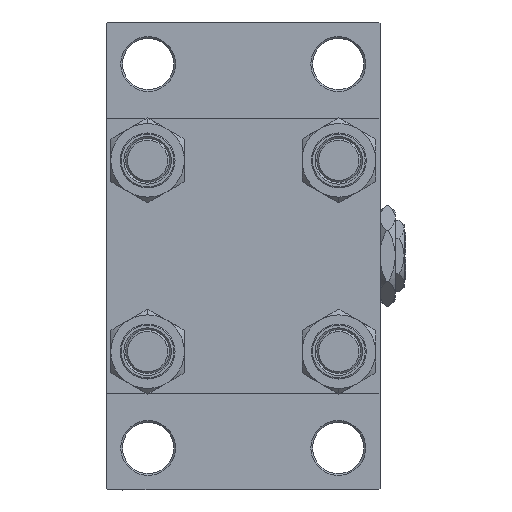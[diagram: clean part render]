
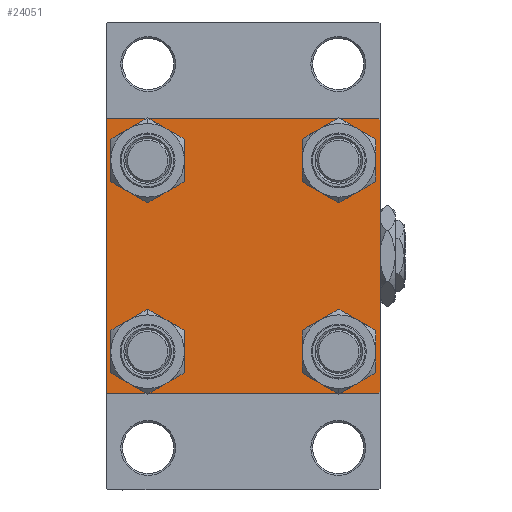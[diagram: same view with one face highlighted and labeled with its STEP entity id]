
A CAD part, left-side view. The second image highlights one B-rep face of the part: STEP entity #24051.
In plain terms, the highlighted planar face has unit normal (-1, 0, 0).
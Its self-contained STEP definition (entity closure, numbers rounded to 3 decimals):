
#69 = VECTOR ( 'NONE', #43928, 1000. ) ;
#125 = CIRCLE ( 'NONE', #884, 6.5 ) ;
#322 = VERTEX_POINT ( 'NONE', #37348 ) ;
#337 = LINE ( 'NONE', #27142, #22050 ) ;
#884 = AXIS2_PLACEMENT_3D ( 'NONE', #27431, #35781, #42427 ) ;
#1366 = EDGE_LOOP ( 'NONE', ( #46014, #26051 ) ) ;
#1642 = DIRECTION ( 'NONE',  ( 0., 0., -1. ) ) ;
#1674 = AXIS2_PLACEMENT_3D ( 'NONE', #7070, #4346, #18631 ) ;
#1738 = ORIENTED_EDGE ( 'NONE', *, *, #4559, .T. ) ;
#1890 = VERTEX_POINT ( 'NONE', #6758 ) ;
#3706 = ORIENTED_EDGE ( 'NONE', *, *, #31294, .T. ) ;
#3835 = DIRECTION ( 'NONE',  ( 0., 0., 1. ) ) ;
#4071 = DIRECTION ( 'NONE',  ( -1., 0., 0. ) ) ;
#4072 = VECTOR ( 'NONE', #20640, 1000. ) ;
#4346 = DIRECTION ( 'NONE',  ( 1., 0., 0. ) ) ;
#4559 = EDGE_CURVE ( 'NONE', #43957, #26632, #39574, .T. ) ;
#4996 = EDGE_CURVE ( 'NONE', #14298, #322, #25923, .T. ) ;
#5645 = CARTESIAN_POINT ( 'NONE',  ( 0., 37.5, 37.5 ) ) ;
#5749 = DIRECTION ( 'NONE',  ( 0., 0., -1. ) ) ;
#6758 = CARTESIAN_POINT ( 'NONE',  ( 0., 26.15, 32.65 ) ) ;
#7014 = DIRECTION ( 'NONE',  ( 1., 0., 0. ) ) ;
#7070 = CARTESIAN_POINT ( 'NONE',  ( 0., -26.15, -26.15 ) ) ;
#7301 = VECTOR ( 'NONE', #14230, 1000. ) ;
#8633 = DIRECTION ( 'NONE',  ( 1., 0., 0. ) ) ;
#9146 = FACE_BOUND ( 'NONE', #35834, .T. ) ;
#9586 = DIRECTION ( 'NONE',  ( 0., 0., 1. ) ) ;
#9619 = EDGE_LOOP ( 'NONE', ( #10090, #47280, #20517, #1738, #16101, #11154, #20635, #29364 ) ) ;
#10090 = ORIENTED_EDGE ( 'NONE', *, *, #4996, .T. ) ;
#10619 = ORIENTED_EDGE ( 'NONE', *, *, #32117, .T. ) ;
#10629 = VECTOR ( 'NONE', #37935, 1000. ) ;
#11020 = AXIS2_PLACEMENT_3D ( 'NONE', #15300, #8633, #41612 ) ;
#11154 = ORIENTED_EDGE ( 'NONE', *, *, #33353, .T. ) ;
#11863 = CARTESIAN_POINT ( 'NONE',  ( 0., 37.5, 37. ) ) ;
#12153 = DIRECTION ( 'NONE',  ( 0., 0., 1. ) ) ;
#12217 = CARTESIAN_POINT ( 'NONE',  ( 0., -26.15, 32.65 ) ) ;
#12291 = VERTEX_POINT ( 'NONE', #29141 ) ;
#12828 = FACE_BOUND ( 'NONE', #22470, .T. ) ;
#12971 = VERTEX_POINT ( 'NONE', #20183 ) ;
#13023 = LINE ( 'NONE', #5645, #4072 ) ;
#13319 = CARTESIAN_POINT ( 'NONE',  ( 0., -37.5, 37. ) ) ;
#13834 = EDGE_CURVE ( 'NONE', #1890, #28275, #38998, .T. ) ;
#14038 = EDGE_CURVE ( 'NONE', #28174, #26632, #43372, .T. ) ;
#14230 = DIRECTION ( 'NONE',  ( 0., -0.707, 0.707 ) ) ;
#14298 = VERTEX_POINT ( 'NONE', #11863 ) ;
#14821 = CARTESIAN_POINT ( 'NONE',  ( 0., 37., 37.5 ) ) ;
#14904 = CARTESIAN_POINT ( 'NONE',  ( 0., 26.15, 26.15 ) ) ;
#15300 = CARTESIAN_POINT ( 'NONE',  ( 0., -26.15, 26.15 ) ) ;
#16101 = ORIENTED_EDGE ( 'NONE', *, *, #14038, .F. ) ;
#16828 = CARTESIAN_POINT ( 'NONE',  ( 0., -37.5, 37.5 ) ) ;
#16981 = CARTESIAN_POINT ( 'NONE',  ( 0., 26.15, -26.15 ) ) ;
#17206 = VERTEX_POINT ( 'NONE', #32416 ) ;
#17790 = AXIS2_PLACEMENT_3D ( 'NONE', #14904, #44912, #29904 ) ;
#18631 = DIRECTION ( 'NONE',  ( 0., 0., 1. ) ) ;
#18836 = CARTESIAN_POINT ( 'NONE',  ( 0., 0., 0. ) ) ;
#19325 = CARTESIAN_POINT ( 'NONE',  ( 0., -26.15, -19.65 ) ) ;
#19479 = LINE ( 'NONE', #22931, #10629 ) ;
#20183 = CARTESIAN_POINT ( 'NONE',  ( 0., -26.15, -32.65 ) ) ;
#20517 = ORIENTED_EDGE ( 'NONE', *, *, #44018, .T. ) ;
#20635 = ORIENTED_EDGE ( 'NONE', *, *, #35623, .F. ) ;
#20640 = DIRECTION ( 'NONE',  ( 0., -1., 0. ) ) ;
#21270 = CIRCLE ( 'NONE', #46420, 6.5 ) ;
#22040 = EDGE_CURVE ( 'NONE', #12971, #45708, #43873, .T. ) ;
#22050 = VECTOR ( 'NONE', #34278, 1000. ) ;
#22470 = EDGE_LOOP ( 'NONE', ( #10619, #40746 ) ) ;
#22931 = CARTESIAN_POINT ( 'NONE',  ( 0., 37.5, -37.5 ) ) ;
#24051 = ADVANCED_FACE ( 'NONE', ( #12828, #9146, #24159, #28086, #37537 ), #33842, .T. ) ;
#24159 = FACE_BOUND ( 'NONE', #1366, .T. ) ;
#24919 = CARTESIAN_POINT ( 'NONE',  ( 0., -37., -37.5 ) ) ;
#25194 = CIRCLE ( 'NONE', #30666, 6.5 ) ;
#25252 = AXIS2_PLACEMENT_3D ( 'NONE', #40713, #7014, #37019 ) ;
#25318 = ORIENTED_EDGE ( 'NONE', *, *, #22040, .T. ) ;
#25482 = LINE ( 'NONE', #47629, #69 ) ;
#25706 = EDGE_CURVE ( 'NONE', #30113, #40536, #25194, .T. ) ;
#25923 = LINE ( 'NONE', #40921, #37167 ) ;
#26022 = CARTESIAN_POINT ( 'NONE',  ( 0., 37.25, 37.25 ) ) ;
#26051 = ORIENTED_EDGE ( 'NONE', *, *, #28511, .T. ) ;
#26607 = AXIS2_PLACEMENT_3D ( 'NONE', #38242, #30611, #12153 ) ;
#26632 = VERTEX_POINT ( 'NONE', #42320 ) ;
#27000 = VECTOR ( 'NONE', #29948, 1000. ) ;
#27142 = CARTESIAN_POINT ( 'NONE',  ( 0., 37.25, -37.25 ) ) ;
#27431 = CARTESIAN_POINT ( 'NONE',  ( 0., 26.15, -26.15 ) ) ;
#27469 = AXIS2_PLACEMENT_3D ( 'NONE', #18836, #4071, #3835 ) ;
#27796 = CARTESIAN_POINT ( 'NONE',  ( 0., -26.15, 26.15 ) ) ;
#27985 = ORIENTED_EDGE ( 'NONE', *, *, #13834, .T. ) ;
#28086 = FACE_BOUND ( 'NONE', #46676, .T. ) ;
#28174 = VERTEX_POINT ( 'NONE', #13319 ) ;
#28275 = VERTEX_POINT ( 'NONE', #46179 ) ;
#28511 = EDGE_CURVE ( 'NONE', #17206, #30517, #125, .T. ) ;
#29141 = CARTESIAN_POINT ( 'NONE',  ( 0., 37., -37.5 ) ) ;
#29364 = ORIENTED_EDGE ( 'NONE', *, *, #39399, .T. ) ;
#29452 = EDGE_CURVE ( 'NONE', #322, #12291, #337, .T. ) ;
#29904 = DIRECTION ( 'NONE',  ( 0., 0., 1. ) ) ;
#29936 = CARTESIAN_POINT ( 'NONE',  ( 0., 26.15, -19.65 ) ) ;
#29948 = DIRECTION ( 'NONE',  ( 0., 0.707, -0.707 ) ) ;
#30017 = EDGE_CURVE ( 'NONE', #30517, #17206, #21270, .T. ) ;
#30113 = VERTEX_POINT ( 'NONE', #33439 ) ;
#30517 = VERTEX_POINT ( 'NONE', #29936 ) ;
#30611 = DIRECTION ( 'NONE',  ( 1., 0., 0. ) ) ;
#30666 = AXIS2_PLACEMENT_3D ( 'NONE', #27796, #35410, #46009 ) ;
#31294 = EDGE_CURVE ( 'NONE', #45708, #12971, #46454, .T. ) ;
#31630 = EDGE_CURVE ( 'NONE', #28275, #1890, #43992, .T. ) ;
#32117 = EDGE_CURVE ( 'NONE', #40536, #30113, #34590, .T. ) ;
#32416 = CARTESIAN_POINT ( 'NONE',  ( 0., 26.15, -32.65 ) ) ;
#33353 = EDGE_CURVE ( 'NONE', #28174, #39670, #25482, .T. ) ;
#33439 = CARTESIAN_POINT ( 'NONE',  ( 0., -26.15, 19.65 ) ) ;
#33842 = PLANE ( 'NONE',  #27469 ) ;
#34278 = DIRECTION ( 'NONE',  ( 0., -0.707, -0.707 ) ) ;
#34590 = CIRCLE ( 'NONE', #11020, 6.5 ) ;
#35098 = VECTOR ( 'NONE', #5749, 1000. ) ;
#35410 = DIRECTION ( 'NONE',  ( 1., 0., 0. ) ) ;
#35623 = EDGE_CURVE ( 'NONE', #37727, #39670, #13023, .T. ) ;
#35781 = DIRECTION ( 'NONE',  ( 1., 0., 0. ) ) ;
#35834 = EDGE_LOOP ( 'NONE', ( #3706, #25318 ) ) ;
#36126 = CARTESIAN_POINT ( 'NONE',  ( 0., -37.25, -37.25 ) ) ;
#37019 = DIRECTION ( 'NONE',  ( 0., 0., 1. ) ) ;
#37167 = VECTOR ( 'NONE', #1642, 1000. ) ;
#37325 = LINE ( 'NONE', #26022, #27000 ) ;
#37348 = CARTESIAN_POINT ( 'NONE',  ( 0., 37.5, -37. ) ) ;
#37537 = FACE_OUTER_BOUND ( 'NONE', #9619, .T. ) ;
#37727 = VERTEX_POINT ( 'NONE', #14821 ) ;
#37935 = DIRECTION ( 'NONE',  ( 0., -1., 0. ) ) ;
#37947 = ORIENTED_EDGE ( 'NONE', *, *, #31630, .T. ) ;
#38242 = CARTESIAN_POINT ( 'NONE',  ( 0., -26.15, -26.15 ) ) ;
#38998 = CIRCLE ( 'NONE', #17790, 6.5 ) ;
#39399 = EDGE_CURVE ( 'NONE', #37727, #14298, #37325, .T. ) ;
#39574 = LINE ( 'NONE', #36126, #7301 ) ;
#39670 = VERTEX_POINT ( 'NONE', #46274 ) ;
#40334 = DIRECTION ( 'NONE',  ( 1., 0., 0. ) ) ;
#40536 = VERTEX_POINT ( 'NONE', #12217 ) ;
#40713 = CARTESIAN_POINT ( 'NONE',  ( 0., 26.15, 26.15 ) ) ;
#40746 = ORIENTED_EDGE ( 'NONE', *, *, #25706, .T. ) ;
#40921 = CARTESIAN_POINT ( 'NONE',  ( 0., 37.5, 37.5 ) ) ;
#41612 = DIRECTION ( 'NONE',  ( 0., 0., 1. ) ) ;
#42320 = CARTESIAN_POINT ( 'NONE',  ( 0., -37.5, -37. ) ) ;
#42427 = DIRECTION ( 'NONE',  ( 0., 0., 1. ) ) ;
#43372 = LINE ( 'NONE', #16828, #35098 ) ;
#43873 = CIRCLE ( 'NONE', #26607, 6.5 ) ;
#43928 = DIRECTION ( 'NONE',  ( 0., 0.707, 0.707 ) ) ;
#43957 = VERTEX_POINT ( 'NONE', #24919 ) ;
#43992 = CIRCLE ( 'NONE', #25252, 6.5 ) ;
#44018 = EDGE_CURVE ( 'NONE', #12291, #43957, #19479, .T. ) ;
#44912 = DIRECTION ( 'NONE',  ( 1., 0., 0. ) ) ;
#45708 = VERTEX_POINT ( 'NONE', #19325 ) ;
#46009 = DIRECTION ( 'NONE',  ( 0., 0., 1. ) ) ;
#46014 = ORIENTED_EDGE ( 'NONE', *, *, #30017, .T. ) ;
#46179 = CARTESIAN_POINT ( 'NONE',  ( 0., 26.15, 19.65 ) ) ;
#46274 = CARTESIAN_POINT ( 'NONE',  ( 0., -37., 37.5 ) ) ;
#46420 = AXIS2_PLACEMENT_3D ( 'NONE', #16981, #40334, #9586 ) ;
#46454 = CIRCLE ( 'NONE', #1674, 6.5 ) ;
#46676 = EDGE_LOOP ( 'NONE', ( #27985, #37947 ) ) ;
#47280 = ORIENTED_EDGE ( 'NONE', *, *, #29452, .T. ) ;
#47629 = CARTESIAN_POINT ( 'NONE',  ( 0., -37.25, 37.25 ) ) ;
